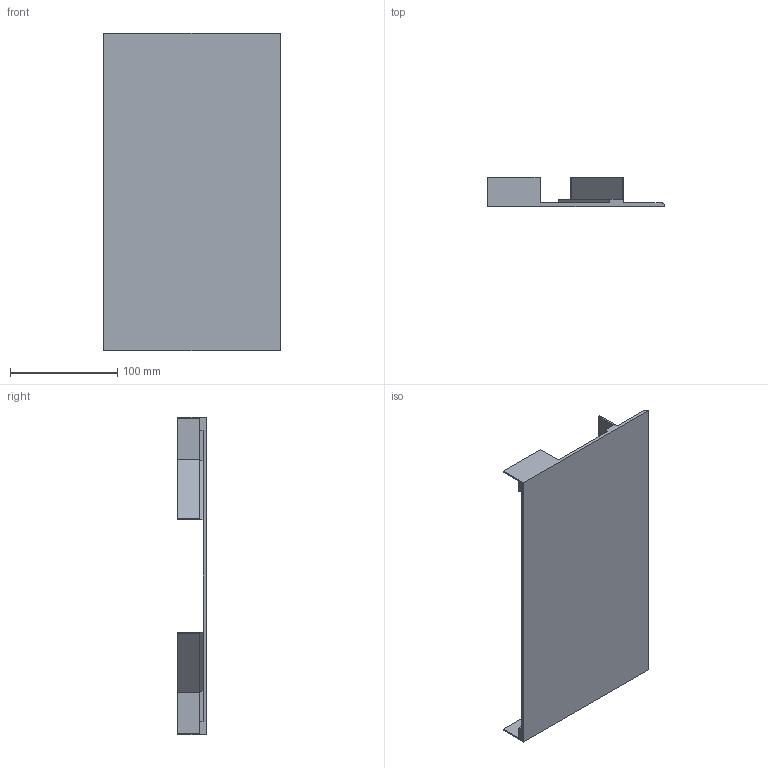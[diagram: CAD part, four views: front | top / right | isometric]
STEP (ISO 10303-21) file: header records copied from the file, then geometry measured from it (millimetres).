
FILE_DESCRIPTION(/* description */ (''),/* implementation_level */ '2;1');
FILE_NAME(/* name */ 'bottompanel.stp',/* time_stamp */ '2024-08-02T13:29:35-04:00',/* author */ ('Preston'),/* organization */ (''),/* preprocessor_version */ 'ST-DEVELOPER v19.2',/* originating_system */ 'Autodesk Inventor 2024',/* authorisation */ '');
FILE_SCHEMA (('AUTOMOTIVE_DESIGN { 1 0 10303 214 3 1 1 }'));
Length unit declared in the file: inch
Products named in the file (1): bottompanel
Bounding box: 165.1 x 26.99 x 296.16 mm (x, y, z)
Volume: 174747 mm3; surface area: 116321.3 mm2
Topology: 1 solids, 1 shells, 36 faces, 155 edges, 186 vertices
Faces by surface type: plane 35, cylinder 1
Entity records: 1397 total; most frequent: CARTESIAN_POINT 326, ORIENTED_EDGE 204, DIRECTION 178, EDGE_CURVE 102, LINE 100, VECTOR 100, VERTEX_POINT 68, POLYLINE 53
